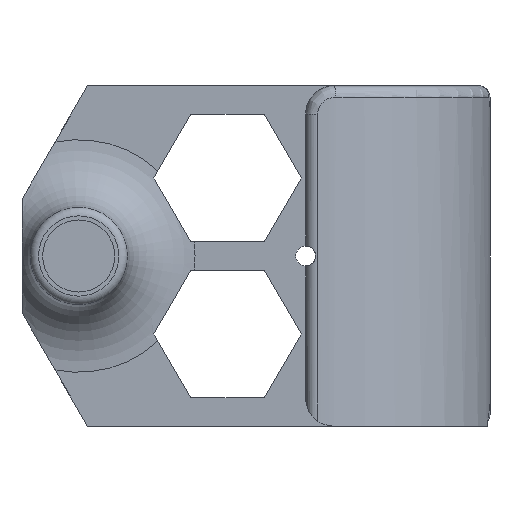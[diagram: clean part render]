
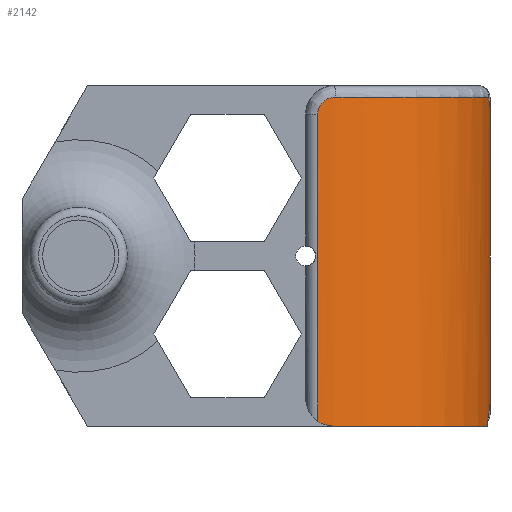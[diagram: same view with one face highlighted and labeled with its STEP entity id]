
A CAD part, front view. The second image highlights one B-rep face of the part: STEP entity #2142.
In plain terms, the highlighted cylindrical face has radius 32.5 mm (diameter 65 mm), a partial arc.
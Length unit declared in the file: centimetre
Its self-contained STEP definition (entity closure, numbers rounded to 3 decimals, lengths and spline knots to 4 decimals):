
#169=ELLIPSE('',#2219,4.457,3.25);
#174=ELLIPSE('',#2253,4.457,3.25);
#178=VECTOR('',#2389,1.);
#202=VECTOR('',#2499,1.);
#386=LINE('',#3006,#178);
#410=LINE('',#3628,#202);
#612=CYLINDRICAL_SURFACE('',#2291,3.25);
#629=B_SPLINE_CURVE_WITH_KNOTS('',3,(#2939,#2940,#2941,#2942,#2943,#2944,
#2945,#2946,#2947,#2948),.UNSPECIFIED.,.F.,.U.,(4,2,2,2,4),(0.,0.1593,
0.3138,0.4103,0.4707),.UNSPECIFIED.);
#642=B_SPLINE_CURVE_WITH_KNOTS('',3,(#3694,#3695,#3696,#3697,#3698,#3699,
#3700,#3701,#3702,#3703,#3704,#3705,#3706,#3707,#3708,#3709,#3710,#3711,
#3712,#3713,#3714,#3715,#3716,#3717,#3718,#3719,#3720,#3721,#3722,#3723,
#3724,#3725,#3726,#3727),.UNSPECIFIED.,.T.,.U.,(4,2,2,2,2,2,2,2,2,2,2,2,
2,2,2,2,4),(0.,0.1888,0.3776,0.5705,0.7634,
0.9527,1.142,1.3304,1.5187,1.7071,
1.8955,2.0848,2.2741,2.467,2.6599,
2.8487,3.0375),.UNSPECIFIED.);
#660=VERTEX_POINT('',#2847);
#661=VERTEX_POINT('',#2849);
#664=VERTEX_POINT('',#2938);
#668=VERTEX_POINT('',#3005);
#670=VERTEX_POINT('',#3011);
#698=VERTEX_POINT('',#3493);
#702=VERTEX_POINT('',#3608);
#712=VERTEX_POINT('',#3693);
#863=CIRCLE('',#2211,3.25);
#898=CIRCLE('',#2292,3.25);
#920=EDGE_CURVE('',#660,#661,#863,.T.);
#925=EDGE_CURVE('',#664,#660,#629,.T.);
#929=EDGE_CURVE('',#668,#664,#386,.T.);
#937=EDGE_CURVE('',#661,#670,#169,.T.);
#982=EDGE_CURVE('',#698,#702,#174,.T.);
#991=EDGE_CURVE('',#698,#670,#410,.T.);
#997=EDGE_CURVE('',#712,#668,#642,.T.);
#1103=EDGE_CURVE('',#712,#702,#898,.T.);
#1499=ORIENTED_EDGE('',*,*,#982,.F.);
#1500=ORIENTED_EDGE('',*,*,#991,.T.);
#1501=ORIENTED_EDGE('',*,*,#937,.F.);
#1502=ORIENTED_EDGE('',*,*,#920,.F.);
#1503=ORIENTED_EDGE('',*,*,#925,.F.);
#1504=ORIENTED_EDGE('',*,*,#929,.F.);
#1505=ORIENTED_EDGE('',*,*,#997,.F.);
#1506=ORIENTED_EDGE('',*,*,#1103,.T.);
#1899=EDGE_LOOP('',(#1499,#1500,#1501,#1502,#1503,#1504,#1505,#1506));
#2024=FACE_BOUND('',#1899,.T.);
#2142=ADVANCED_FACE('',(#2024),#612,.T.);
#2211=AXIS2_PLACEMENT_3D('',#2848,#2380,#2381);
#2219=AXIS2_PLACEMENT_3D('',#3127,#2401,#2402);
#2253=AXIS2_PLACEMENT_3D('',#3611,#2480,#2481);
#2291=AXIS2_PLACEMENT_3D('',#4008,#2638,#2639);
#2292=AXIS2_PLACEMENT_3D('',#4009,#2640,#2641);
#2380=DIRECTION('',(0.,0.,1.));
#2381=DIRECTION('',(2.368,-2.226,0.));
#2389=DIRECTION('',(0.,0.,1.));
#2401=DIRECTION('',(0.,0.684,0.729));
#2402=DIRECTION('',(0.,-3.25,3.05));
#2480=DIRECTION('',(0.,0.684,-0.729));
#2481=DIRECTION('',(0.,-3.25,-3.05));
#2499=DIRECTION('',(0.,0.,1.));
#2638=DIRECTION('',(0.,0.,1.));
#2639=DIRECTION('',(3.25,0.,0.));
#2640=DIRECTION('',(0.,0.,1.));
#2641=DIRECTION('',(3.25,0.,0.));
#2847=CARTESIAN_POINT('',(0.5328,-4.206,2.8));
#2848=CARTESIAN_POINT('',(0.,-1.,2.8));
#2849=CARTESIAN_POINT('',(3.2243,-1.4079,2.8));
#2938=CARTESIAN_POINT('',(0.2131,-4.243,2.5));
#2939=CARTESIAN_POINT('',(0.2131,-4.243,2.5));
#2940=CARTESIAN_POINT('',(0.2131,-4.243,2.5531));
#2941=CARTESIAN_POINT('',(0.2284,-4.2421,2.6061));
#2942=CARTESIAN_POINT('',(0.2854,-4.2376,2.6969));
#2943=CARTESIAN_POINT('',(0.3258,-4.234,2.7344));
#2944=CARTESIAN_POINT('',(0.4034,-4.225,2.7762));
#2945=CARTESIAN_POINT('',(0.4357,-4.2208,2.7876));
#2946=CARTESIAN_POINT('',(0.4903,-4.2129,2.798));
#2947=CARTESIAN_POINT('',(0.5116,-4.2095,2.8));
#2948=CARTESIAN_POINT('',(0.5328,-4.206,2.8));
#3005=CARTESIAN_POINT('',(0.2131,-4.243,-2.9095));
#3006=CARTESIAN_POINT('',(0.2131,-4.243,-3.));
#3011=CARTESIAN_POINT('',(3.25,-1.,2.4172));
#3127=CARTESIAN_POINT('',(0.,-1.,2.4172));
#3493=CARTESIAN_POINT('',(3.25,-1.,-2.4172));
#3608=CARTESIAN_POINT('',(3.1901,-1.6211,-3.));
#3611=CARTESIAN_POINT('',(0.,-1.,-2.4172));
#3628=CARTESIAN_POINT('',(3.25,-1.,-3.));
#3693=CARTESIAN_POINT('',(0.5,-4.2113,-3.));
#3694=CARTESIAN_POINT('',(1.,-4.0923,-2.5));
#3695=CARTESIAN_POINT('',(1.,-4.0923,-2.5629));
#3696=CARTESIAN_POINT('',(0.9874,-4.0965,-2.6298));
#3697=CARTESIAN_POINT('',(0.9367,-4.1122,-2.7523));
#3698=CARTESIAN_POINT('',(0.8987,-4.1236,-2.8079));
#3699=CARTESIAN_POINT('',(0.8108,-4.1476,-2.8967));
#3700=CARTESIAN_POINT('',(0.7545,-4.1618,-2.9355));
#3701=CARTESIAN_POINT('',(0.6309,-4.1888,-2.9872));
#3702=CARTESIAN_POINT('',(0.5635,-4.2014,-3.));
#3703=CARTESIAN_POINT('',(0.4377,-4.221,-3.));
#3704=CARTESIAN_POINT('',(0.3708,-4.2294,-2.9876));
#3705=CARTESIAN_POINT('',(0.2475,-4.2412,-2.9367));
#3706=CARTESIAN_POINT('',(0.191,-4.2447,-2.8981));
#3707=CARTESIAN_POINT('',(0.1021,-4.2487,-2.8092));
#3708=CARTESIAN_POINT('',(0.0636,-4.2495,-2.753));
#3709=CARTESIAN_POINT('',(0.0126,-4.2501,-2.6298));
#3710=CARTESIAN_POINT('',(0.,-4.25,-2.5628));
#3711=CARTESIAN_POINT('',(0.,-4.25,-2.4372));
#3712=CARTESIAN_POINT('',(0.0126,-4.2501,-2.3702));
#3713=CARTESIAN_POINT('',(0.0636,-4.2495,-2.247));
#3714=CARTESIAN_POINT('',(0.1021,-4.2487,-2.1908));
#3715=CARTESIAN_POINT('',(0.191,-4.2447,-2.1019));
#3716=CARTESIAN_POINT('',(0.2475,-4.2412,-2.0633));
#3717=CARTESIAN_POINT('',(0.3708,-4.2294,-2.0124));
#3718=CARTESIAN_POINT('',(0.4377,-4.221,-2.));
#3719=CARTESIAN_POINT('',(0.5635,-4.2014,-2.));
#3720=CARTESIAN_POINT('',(0.6309,-4.1888,-2.0128));
#3721=CARTESIAN_POINT('',(0.7545,-4.1618,-2.0645));
#3722=CARTESIAN_POINT('',(0.8108,-4.1476,-2.1033));
#3723=CARTESIAN_POINT('',(0.8987,-4.1236,-2.1921));
#3724=CARTESIAN_POINT('',(0.9367,-4.1122,-2.2477));
#3725=CARTESIAN_POINT('',(0.9874,-4.0965,-2.3702));
#3726=CARTESIAN_POINT('',(1.,-4.0923,-2.4371));
#3727=CARTESIAN_POINT('',(1.,-4.0923,-2.5));
#4008=CARTESIAN_POINT('',(0.,-1.,-3.));
#4009=CARTESIAN_POINT('',(0.,-1.,-3.));
